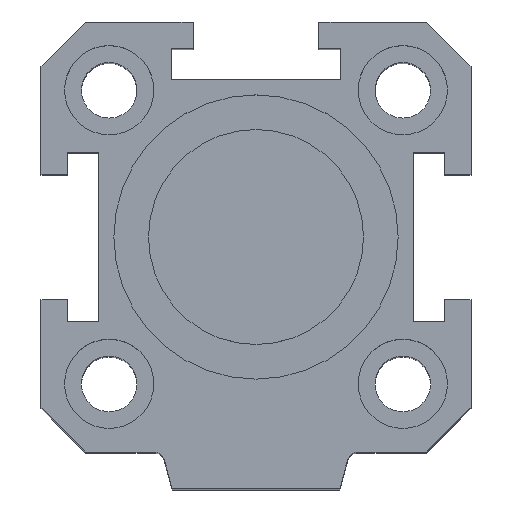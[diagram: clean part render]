
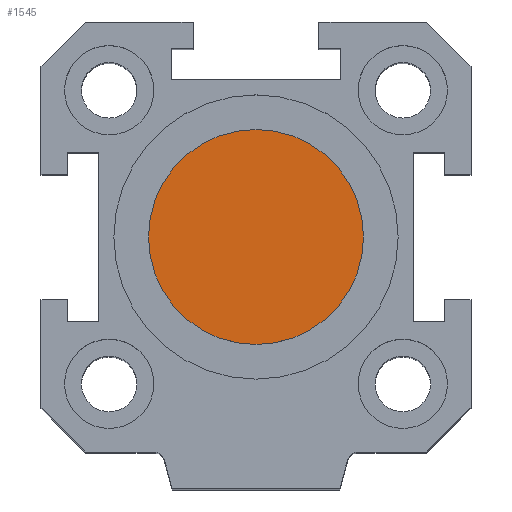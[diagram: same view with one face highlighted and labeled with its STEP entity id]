
A CAD part, top view. The second image highlights one B-rep face of the part: STEP entity #1545.
In plain terms, the highlighted planar face has unit normal (0, 0, 1).
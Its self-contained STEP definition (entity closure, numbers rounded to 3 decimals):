
#321=PLANE('',#1690);
#462=FACE_OUTER_BOUND('',#596,.T.);
#596=EDGE_LOOP('',(#1270));
#624=CIRCLE('',#1568,10.25);
#683=VERTEX_POINT('',#2158);
#820=EDGE_CURVE('',#683,#683,#624,.T.);
#1270=ORIENTED_EDGE('',*,*,#820,.T.);
#1545=ADVANCED_FACE('',(#462),#321,.T.);
#1568=AXIS2_PLACEMENT_3D('',#2159,#1728,#1729);
#1690=AXIS2_PLACEMENT_3D('',#2508,#2082,#2083);
#1728=DIRECTION('center_axis',(0.,0.,1.));
#1729=DIRECTION('ref_axis',(-1.,0.,0.));
#2082=DIRECTION('center_axis',(0.,0.,1.));
#2083=DIRECTION('ref_axis',(1.,0.,0.));
#2158=CARTESIAN_POINT('',(10.25,0.,0.));
#2159=CARTESIAN_POINT('Origin',(0.,0.,0.));
#2508=CARTESIAN_POINT('Origin',(0.,0.452,
0.));
